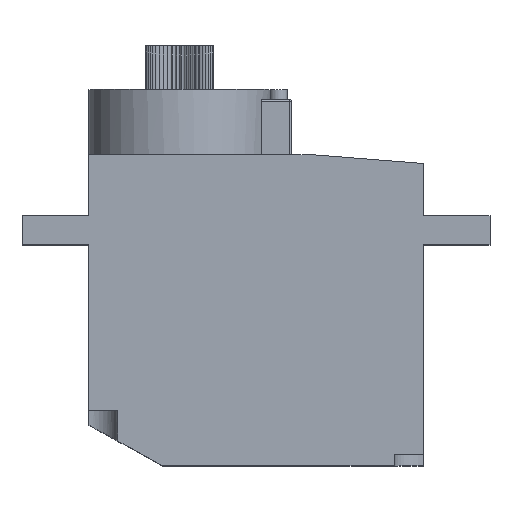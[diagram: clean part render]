
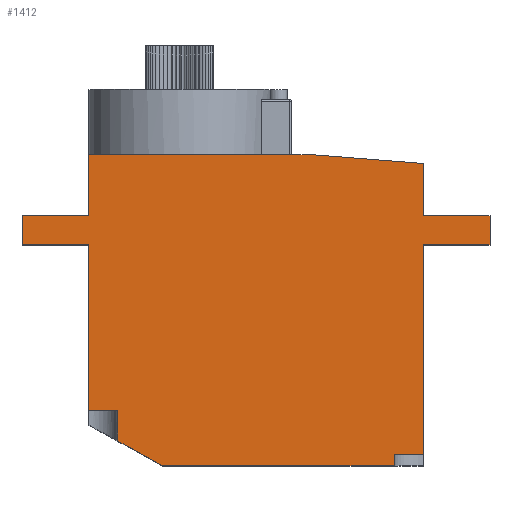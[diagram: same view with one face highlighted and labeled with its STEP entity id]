
A CAD part, top view. The second image highlights one B-rep face of the part: STEP entity #1412.
In plain terms, the highlighted planar face has unit normal (0, 0, 1).
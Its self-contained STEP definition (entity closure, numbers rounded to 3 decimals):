
#1412=ADVANCED_FACE('',(#4189),#4191,.F.);
#4189=FACE_BOUND('',#4190,.T.);
#4190=EDGE_LOOP('',(#8072,#8073,#8074,#8075,#8076,#8077,#8078,#8079,#8080,#8081,
#8082,#8083,#8084,#8085,#8086,#8087,#8088,#8089,#8090));
#4191=PLANE('',#4192);
#4192=AXIS2_PLACEMENT_3D('',#4193,#4194,#4195);
#4193=CARTESIAN_POINT('',(11.5,15.2,6.25));
#4194=DIRECTION('',(0.,0.,-1.));
#4195=DIRECTION('',(-1.,0.,0.));
#8072=ORIENTED_EDGE('',*,*,#9665,.F.);
#8073=ORIENTED_EDGE('',*,*,#9666,.T.);
#8074=ORIENTED_EDGE('',*,*,#9667,.F.);
#8075=ORIENTED_EDGE('',*,*,#9668,.T.);
#8076=ORIENTED_EDGE('',*,*,#9669,.F.);
#8077=ORIENTED_EDGE('',*,*,#9670,.F.);
#8078=ORIENTED_EDGE('',*,*,#9671,.F.);
#8079=ORIENTED_EDGE('',*,*,#9672,.T.);
#8080=ORIENTED_EDGE('',*,*,#9216,.F.);
#8081=ORIENTED_EDGE('',*,*,#9673,.F.);
#8082=ORIENTED_EDGE('',*,*,#9674,.F.);
#8083=ORIENTED_EDGE('',*,*,#9675,.F.);
#8084=ORIENTED_EDGE('',*,*,#9653,.F.);
#8085=ORIENTED_EDGE('',*,*,#9676,.F.);
#8086=ORIENTED_EDGE('',*,*,#9677,.T.);
#8087=ORIENTED_EDGE('',*,*,#9196,.F.);
#8088=ORIENTED_EDGE('',*,*,#9208,.T.);
#8089=ORIENTED_EDGE('',*,*,#9203,.T.);
#8090=ORIENTED_EDGE('',*,*,#9663,.T.);
#9196=EDGE_CURVE('',#10254,#10250,#10256,.T.);
#9203=EDGE_CURVE('',#10269,#10267,#10270,.T.);
#9208=EDGE_CURVE('',#10254,#10269,#10275,.T.);
#9216=EDGE_CURVE('',#10289,#10284,#10291,.T.);
#9653=EDGE_CURVE('',#11001,#11025,#11026,.T.);
#9663=EDGE_CURVE('',#10267,#11042,#11044,.T.);
#9665=EDGE_CURVE('',#11046,#11042,#11047,.T.);
#9666=EDGE_CURVE('',#11046,#11048,#11049,.T.);
#9667=EDGE_CURVE('',#11050,#11048,#11051,.T.);
#9668=EDGE_CURVE('',#11050,#11052,#11053,.T.);
#9669=EDGE_CURVE('',#11054,#11052,#11055,.T.);
#9670=EDGE_CURVE('',#11056,#11054,#11057,.T.);
#9671=EDGE_CURVE('',#11058,#11056,#11059,.T.);
#9672=EDGE_CURVE('',#11058,#10284,#11060,.T.);
#9673=EDGE_CURVE('',#11061,#10289,#11062,.T.);
#9674=EDGE_CURVE('',#11063,#11061,#11064,.T.);
#9675=EDGE_CURVE('',#11025,#11063,#11065,.T.);
#9676=EDGE_CURVE('',#11066,#11001,#11067,.T.);
#9677=EDGE_CURVE('',#11066,#10250,#11068,.T.);
#10250=VERTEX_POINT('',#12643);
#10254=VERTEX_POINT('',#12652);
#10256=LINE('',#12656,#12657);
#10267=VERTEX_POINT('',#12681);
#10269=VERTEX_POINT('',#12685);
#10270=LINE('',#12686,#12687);
#10275=LINE('',#12701,#12702);
#10284=VERTEX_POINT('',#12721);
#10289=VERTEX_POINT('',#12730);
#10291=LINE('',#12734,#12735);
#11001=VERTEX_POINT('',#14580);
#11025=VERTEX_POINT('',#14649);
#11026=LINE('',#14650,#14651);
#11042=VERTEX_POINT('',#14684);
#11044=LINE('',#14688,#14689);
#11046=VERTEX_POINT('',#14694);
#11047=LINE('',#14695,#14696);
#11048=VERTEX_POINT('',#14698);
#11049=LINE('',#14699,#14700);
#11050=VERTEX_POINT('',#14702);
#11051=LINE('',#14703,#14704);
#11052=VERTEX_POINT('',#14706);
#11053=LINE('',#14707,#14708);
#11054=VERTEX_POINT('',#14710);
#11055=LINE('',#14711,#14712);
#11056=VERTEX_POINT('',#14714);
#11057=LINE('',#14715,#14716);
#11058=VERTEX_POINT('',#14718);
#11059=LINE('',#14719,#14720);
#11060=LINE('',#14722,#14723);
#11061=VERTEX_POINT('',#14725);
#11062=LINE('',#14726,#14727);
#11063=VERTEX_POINT('',#14729);
#11064=LINE('',#14730,#14731);
#11065=LINE('',#14733,#14734);
#11066=VERTEX_POINT('',#14736);
#11067=LINE('',#14737,#14738);
#11068=LINE('',#14740,#14741);
#12643=CARTESIAN_POINT('',(-11.5,17.2,6.25));
#12652=CARTESIAN_POINT('',(-16.1,17.2,6.25));
#12656=CARTESIAN_POINT('',(-16.1,17.2,6.25));
#12657=VECTOR('',#12658,1.);
#12658=DIRECTION('',(1.,0.,0.));
#12681=CARTESIAN_POINT('',(-11.5,15.2,6.25));
#12685=CARTESIAN_POINT('',(-16.1,15.2,6.25));
#12686=CARTESIAN_POINT('',(-16.1,15.2,6.25));
#12687=VECTOR('',#12688,1.);
#12688=DIRECTION('',(1.,0.,0.));
#12701=CARTESIAN_POINT('',(-16.1,17.2,6.25));
#12702=VECTOR('',#12703,1.);
#12703=DIRECTION('',(0.,-1.,0.));
#12721=CARTESIAN_POINT('',(16.1,15.2,6.25));
#12730=CARTESIAN_POINT('',(16.1,17.2,6.25));
#12734=CARTESIAN_POINT('',(16.1,17.2,6.25));
#12735=VECTOR('',#12736,1.);
#12736=DIRECTION('',(0.,-1.,0.));
#14580=CARTESIAN_POINT('',(-5.25,21.4,6.25));
#14649=CARTESIAN_POINT('',(3.924,21.4,6.25));
#14650=CARTESIAN_POINT('',(-5.25,21.4,6.25));
#14651=VECTOR('',#14652,1.);
#14652=DIRECTION('',(1.,0.,0.));
#14684=CARTESIAN_POINT('',(-11.5,3.8,6.25));
#14688=CARTESIAN_POINT('',(-11.5,15.2,6.25));
#14689=VECTOR('',#14690,1.);
#14690=DIRECTION('',(0.,-1.,0.));
#14694=CARTESIAN_POINT('',(-9.5,3.8,6.25));
#14695=CARTESIAN_POINT('',(-9.5,3.8,6.25));
#14696=VECTOR('',#14697,1.);
#14697=DIRECTION('',(-1.,0.,0.));
#14698=CARTESIAN_POINT('',(-9.5,1.698,6.25));
#14699=CARTESIAN_POINT('',(-9.5,3.8,6.25));
#14700=VECTOR('',#14701,1.);
#14701=DIRECTION('',(0.,-1.,0.));
#14702=CARTESIAN_POINT('',(-6.421,0.,6.25));
#14703=CARTESIAN_POINT('',(-6.421,0.,6.25));
#14704=VECTOR('',#14705,1.);
#14705=DIRECTION('',(-0.876,0.483,0.));
#14706=CARTESIAN_POINT('',(9.5,0.,6.25));
#14707=CARTESIAN_POINT('',(-6.421,0.,6.25));
#14708=VECTOR('',#14709,1.);
#14709=DIRECTION('',(1.,0.,0.));
#14710=CARTESIAN_POINT('',(9.5,0.8,6.25));
#14711=CARTESIAN_POINT('',(9.5,0.8,6.25));
#14712=VECTOR('',#14713,1.);
#14713=DIRECTION('',(0.,-1.,0.));
#14714=CARTESIAN_POINT('',(11.5,0.8,6.25));
#14715=CARTESIAN_POINT('',(11.5,0.8,6.25));
#14716=VECTOR('',#14717,1.);
#14717=DIRECTION('',(-1.,0.,0.));
#14718=CARTESIAN_POINT('',(11.5,15.2,6.25));
#14719=CARTESIAN_POINT('',(11.5,15.2,6.25));
#14720=VECTOR('',#14721,1.);
#14721=DIRECTION('',(0.,-1.,0.));
#14722=CARTESIAN_POINT('',(11.5,15.2,6.25));
#14723=VECTOR('',#14724,1.);
#14724=DIRECTION('',(1.,0.,0.));
#14725=CARTESIAN_POINT('',(11.5,17.2,6.25));
#14726=CARTESIAN_POINT('',(11.5,17.2,6.25));
#14727=VECTOR('',#14728,1.);
#14728=DIRECTION('',(1.,0.,0.));
#14729=CARTESIAN_POINT('',(11.5,20.8,6.25));
#14730=CARTESIAN_POINT('',(11.5,20.8,6.25));
#14731=VECTOR('',#14732,1.);
#14732=DIRECTION('',(0.,-1.,0.));
#14733=CARTESIAN_POINT('',(3.924,21.4,6.25));
#14734=VECTOR('',#14735,1.);
#14735=DIRECTION('',(0.997,-0.079,0.));
#14736=CARTESIAN_POINT('',(-11.5,21.4,6.25));
#14737=CARTESIAN_POINT('',(-11.5,21.4,6.25));
#14738=VECTOR('',#14739,1.);
#14739=DIRECTION('',(1.,0.,0.));
#14740=CARTESIAN_POINT('',(-11.5,21.4,6.25));
#14741=VECTOR('',#14742,1.);
#14742=DIRECTION('',(0.,-1.,0.));
